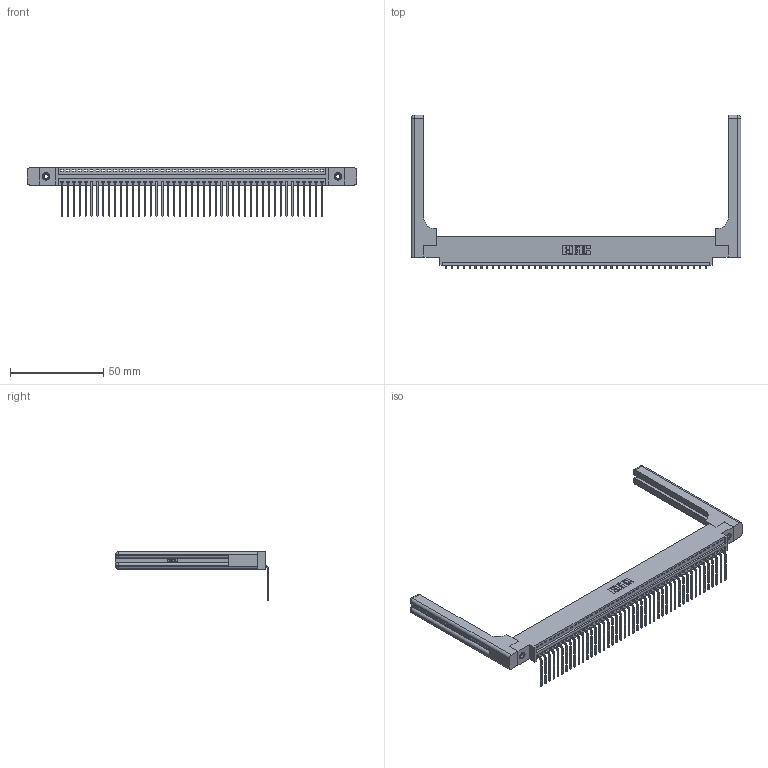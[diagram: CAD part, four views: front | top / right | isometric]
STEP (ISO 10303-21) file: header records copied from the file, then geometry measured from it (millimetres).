
FILE_DESCRIPTION (( 'STEP AP203' ), '1' );
FILE_NAME ('346-045-559-658.STEP', '2022-05-09T19:20:09', ( '' ), ( '' ), 'SwSTEP 2.0', 'SolidWorks 2020', '' );
FILE_SCHEMA (( 'CONFIG_CONTROL_DESIGN' ));
Length unit declared in the file: inch
Products named in the file (5): 346 Part_0.170 Offset - 0.156 Dia-TH; 346-045-559-658; 345-292-001_558 559 Tail - 1; 345-250-001_345-250-001-102; 346-220-058_345-220-058
Assembly tree (50 placements, depth 2):
  346-045-559-658
    346 Part_0.170 Offset - 0.156 Dia-TH
    345-292-001_558 559 Tail - 1  x45
    345-250-001_345-250-001-102  x2
    346-220-058_345-220-058  x2
Bounding box: 176.94 x 82.36 x 26.16 mm (x, y, z)
Volume: 24453 mm3; surface area: 27455.1 mm2
Topology: 50 solids, 50 shells, 3096 faces, 9233 edges, 6074 vertices
Faces by surface type: plane 2132, cylinder 904, bspline 36, cone 12, sphere 8, torus 4
Entity records: 33338 total; most frequent: CARTESIAN_POINT 6698, ORIENTED_EDGE 5472, DIRECTION 4834, EDGE_CURVE 2736, VECTOR 2332, LINE 2332, VERTEX_POINT 1814, AXIS2_PLACEMENT_3D 1251
